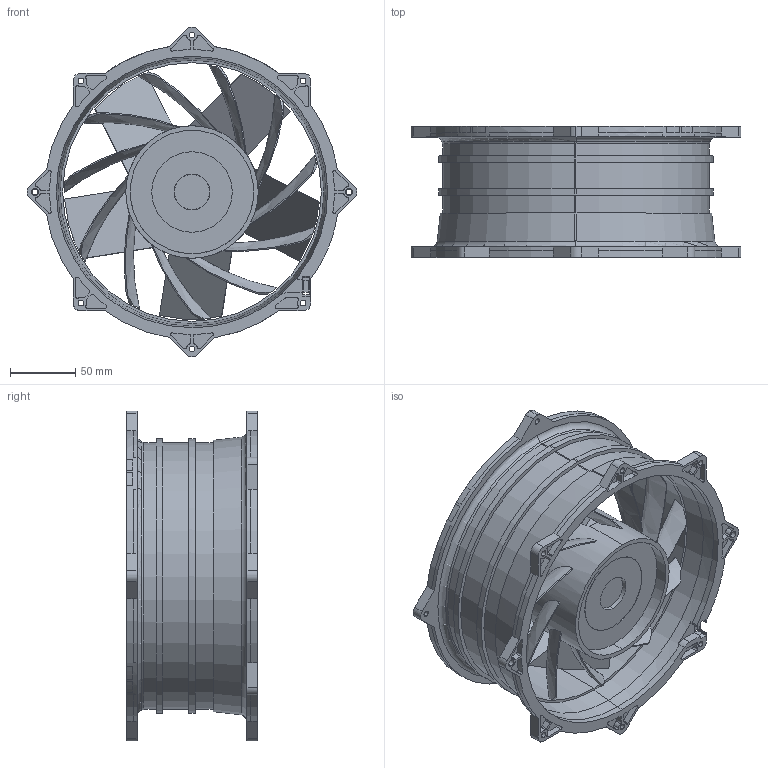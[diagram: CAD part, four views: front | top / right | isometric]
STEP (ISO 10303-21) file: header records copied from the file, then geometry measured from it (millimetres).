
FILE_DESCRIPTION((''),'2;1');
FILE_NAME('THD2348MU-00','2021-01-18T13:24:20',('HOWARD.TIEN'),(''),'CREO PARAMETRIC BY PTC INC, 2017110','CREO PARAMETRIC BY PTC INC, 2017110','');
FILE_SCHEMA(('CONFIG_CONTROL_DESIGN'));
Length unit declared in the file: millimetre
Products named in the file (1): THD2348MU-00
Bounding box: 251.95 x 100 x 252 mm (x, y, z)
Volume: 1131002.8 mm3; surface area: 285727.3 mm2
Topology: 2 solids, 2 shells, 514 faces, 1490 edges, 1020 vertices
Faces by surface type: cylinder 280, plane 152, bspline 44, cone 28, torus 10
Entity records: 20660 total; most frequent: CARTESIAN_POINT 6818, ORIENTED_EDGE 2980, DIRECTION 2883, EDGE_CURVE 1490, AXIS2_PLACEMENT_3D 1137, VERTEX_POINT 1020, CIRCLE 667, VECTOR 609
